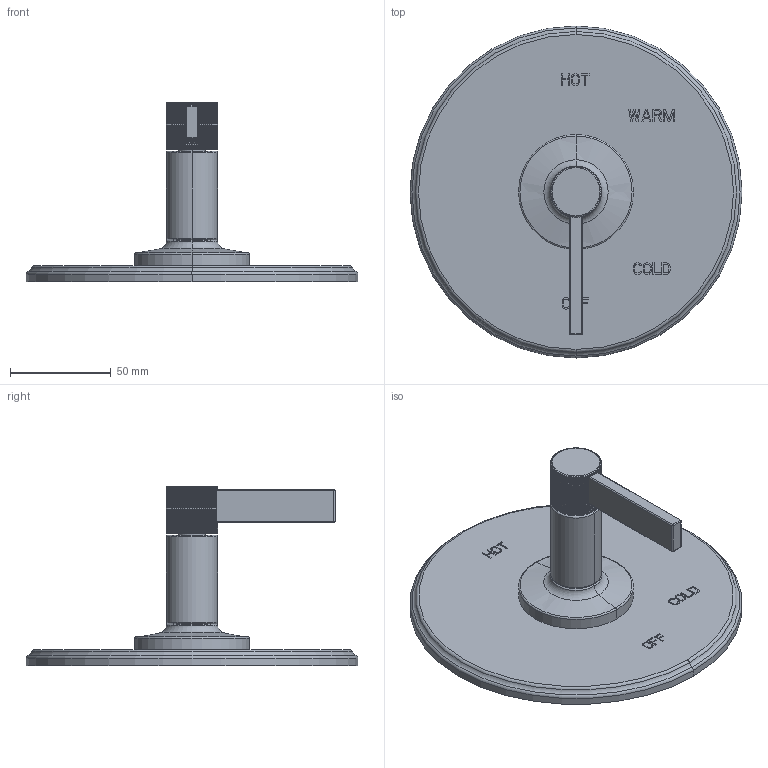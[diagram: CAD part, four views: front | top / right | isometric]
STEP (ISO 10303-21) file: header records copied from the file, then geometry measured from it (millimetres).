
FILE_DESCRIPTION((''),'2;1');
FILE_NAME('4-3234BP_ASM','2019-11-11T07:48:48',('rsmith'),(''),'CREO PARAMETRIC BY PTC INC, 2018400','CREO PARAMETRIC BY PTC INC, 2018400','');
FILE_SCHEMA(('CONFIG_CONTROL_DESIGN'));
Length unit declared in the file: inch
Products named in the file (19): 11117; H-78; 2-439_ASM; 13118; 91773; 20-431_ASM; 13119; 91017; 12506; 91049; 91371; 92399; 13120; 91018; 13121; 92984; 20-425_ASM; 3-644_ASM; 4-3234BP_ASM
Assembly tree (20 placements, depth 4):
  4-3234BP_ASM
    2-439_ASM
      11117
      H-78
    3-644_ASM
      20-431_ASM
        13118
        91773
      20-425_ASM
        13119
        91017  x2
        12506
        91049
        91371
        92399
        13120
        91018
        13121
        92984  x2
Bounding box: 165.1 x 165.1 x 89.26 mm (x, y, z)
Volume: 80671 mm3; surface area: 116351.2 mm2
Topology: 16 solids, 34 shells, 1645 faces, 4865 edges, 3289 vertices
Faces by surface type: plane 859, cylinder 526, bspline 105, torus 76, cone 59, sphere 16, extrusion 4
Entity records: 166560 total; most frequent: CARTESIAN_POINT 125592, ORIENTED_EDGE 8961, DIRECTION 7413, EDGE_CURVE 4731, VERTEX_POINT 3208, AXIS2_PLACEMENT_3D 2473, VECTOR 2467, LINE 2463
